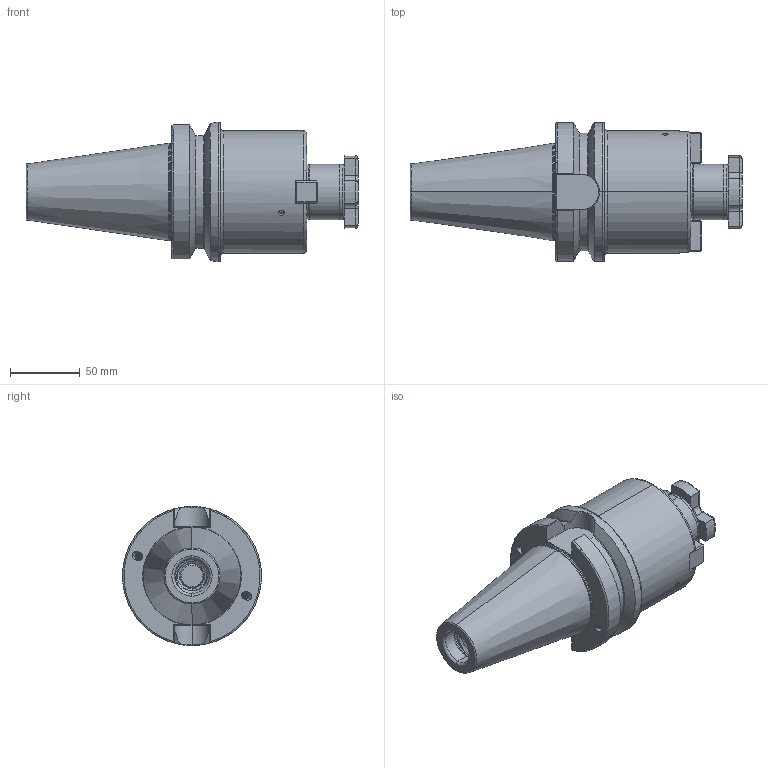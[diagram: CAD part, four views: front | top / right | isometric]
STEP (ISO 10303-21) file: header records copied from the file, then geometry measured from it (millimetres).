
FILE_DESCRIPTION (( 'STEP AP203' ), '1' );
FILE_NAME ('506.11.40.1.STEP', '2016-11-26T02:41:26', ( '' ), ( '' ), 'SwSTEP 2.0', 'SolidWorks 2012', '' );
FILE_SCHEMA (( 'CONFIG_CONTROL_DESIGN' ));
Products named in the file (5): 506.11.40.1; 面銑刀墊塊40; 102.11.32_M5xP0.8-14L; 十字螺絲FMB40
Assembly tree (6 placements, depth 2):
  506.11.40.1
    506.11.40.1
    十字螺絲FMB40
    面銑刀墊塊40  x2
    102.11.32_M5xP0.8-14L  x2
Bounding box: 238.8 x 100 x 100 mm (x, y, z)
Volume: 838179.8 mm3; surface area: 105703.8 mm2
Topology: 6 solids, 6 shells, 706 faces, 1876 edges, 1178 vertices
Faces by surface type: cylinder 373, plane 152, cone 76, torus 56, bspline 49
Entity records: 42794 total; most frequent: CARTESIAN_POINT 29020, ORIENTED_EDGE 3236, DIRECTION 2331, EDGE_CURVE 1618, VERTEX_POINT 1033, AXIS2_PLACEMENT_3D 873, EDGE_LOOP 631, ADVANCED_FACE 606
